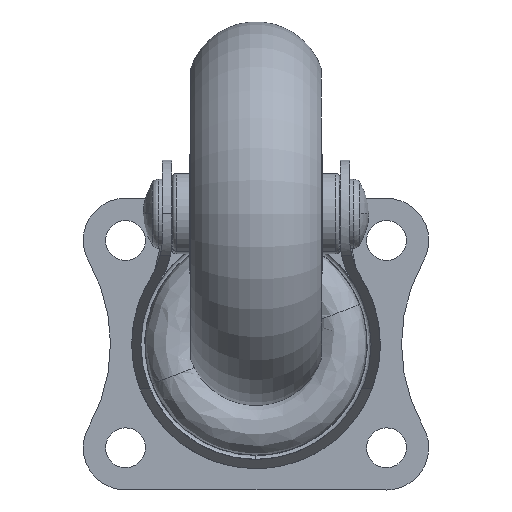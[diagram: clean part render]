
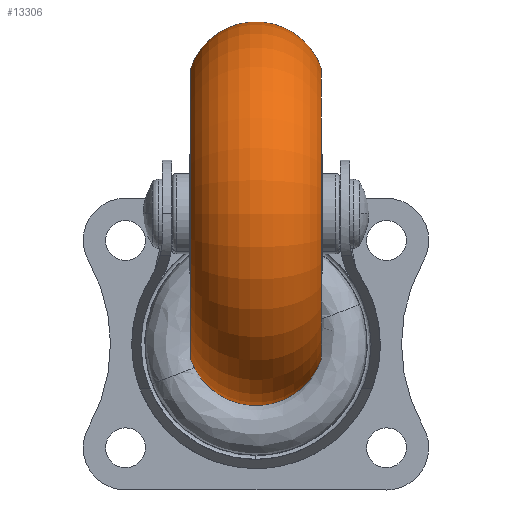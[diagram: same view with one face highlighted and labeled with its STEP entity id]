
A CAD part, front view. The second image highlights one B-rep face of the part: STEP entity #13306.
In plain terms, the highlighted toroidal (fillet/blend) face has major radius 16 mm and minor radius 9 mm.
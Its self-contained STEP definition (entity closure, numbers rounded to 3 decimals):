
#182 = VERTEX_POINT ( 'NONE', #9551 ) ;
#452 = CARTESIAN_POINT ( 'NONE',  ( 0., 0., -16. ) ) ;
#943 = CARTESIAN_POINT ( 'NONE',  ( 8.5, 0., -18.958 ) ) ;
#1548 = DIRECTION ( 'NONE',  ( 0., 0., 1. ) ) ;
#1607 = CARTESIAN_POINT ( 'NONE',  ( -8.5, 0., -18.958 ) ) ;
#1739 = CARTESIAN_POINT ( 'NONE',  ( 0., 0., 16. ) ) ;
#2564 = ORIENTED_EDGE ( 'NONE', *, *, #11444, .T. ) ;
#2700 = CIRCLE ( 'NONE', #12727, 9. ) ;
#2843 = DIRECTION ( 'NONE',  ( 0., 0., -1. ) ) ;
#3040 = CIRCLE ( 'NONE', #5255, 9. ) ;
#4435 = DIRECTION ( 'NONE',  ( -1., 0., 0. ) ) ;
#4488 = DIRECTION ( 'NONE',  ( -1., 0., 0. ) ) ;
#4554 = CARTESIAN_POINT ( 'NONE',  ( 8.5, 0., 18.958 ) ) ;
#4703 = CIRCLE ( 'NONE', #9940, 18.958 ) ;
#4796 = AXIS2_PLACEMENT_3D ( 'NONE', #11165, #4488, #12271 ) ;
#4936 = ORIENTED_EDGE ( 'NONE', *, *, #8809, .F. ) ;
#4965 = VERTEX_POINT ( 'NONE', #943 ) ;
#5255 = AXIS2_PLACEMENT_3D ( 'NONE', #452, #8158, #1548 ) ;
#5388 = TOROIDAL_SURFACE ( 'NONE', #6219, 16., 9. ) ;
#5538 = DIRECTION ( 'NONE',  ( 0., 0., 1. ) ) ;
#6187 = VERTEX_POINT ( 'NONE', #4554 ) ;
#6219 = AXIS2_PLACEMENT_3D ( 'NONE', #11118, #4435, #5538 ) ;
#6222 = DIRECTION ( 'NONE',  ( -1., 0., 0. ) ) ;
#7199 = ORIENTED_EDGE ( 'NONE', *, *, #9095, .T. ) ;
#8158 = DIRECTION ( 'NONE',  ( 0., 1., 0. ) ) ;
#8809 = EDGE_CURVE ( 'NONE', #12960, #182, #10336, .T. ) ;
#8984 = EDGE_CURVE ( 'NONE', #4965, #12960, #3040, .T. ) ;
#9054 = ORIENTED_EDGE ( 'NONE', *, *, #8984, .F. ) ;
#9095 = EDGE_CURVE ( 'NONE', #6187, #182, #2700, .T. ) ;
#9461 = DIRECTION ( 'NONE',  ( 0., -1., 0. ) ) ;
#9551 = CARTESIAN_POINT ( 'NONE',  ( -8.5, 0., 18.958 ) ) ;
#9940 = AXIS2_PLACEMENT_3D ( 'NONE', #12906, #6222, #14022 ) ;
#10336 = CIRCLE ( 'NONE', #4796, 18.958 ) ;
#10729 = EDGE_LOOP ( 'NONE', ( #9054, #2564, #7199, #4936 ) ) ;
#11118 = CARTESIAN_POINT ( 'NONE',  ( 0., 0., 0. ) ) ;
#11165 = CARTESIAN_POINT ( 'NONE',  ( -8.5, 0., 0. ) ) ;
#11444 = EDGE_CURVE ( 'NONE', #4965, #6187, #4703, .T. ) ;
#12271 = DIRECTION ( 'NONE',  ( 0., 0., 1. ) ) ;
#12727 = AXIS2_PLACEMENT_3D ( 'NONE', #1739, #9461, #2843 ) ;
#12906 = CARTESIAN_POINT ( 'NONE',  ( 8.5, 0., 0. ) ) ;
#12960 = VERTEX_POINT ( 'NONE', #1607 ) ;
#13306 = ADVANCED_FACE ( 'NONE', ( #14287 ), #5388, .T. ) ;
#14022 = DIRECTION ( 'NONE',  ( 0., 0., 1. ) ) ;
#14287 = FACE_OUTER_BOUND ( 'NONE', #10729, .T. ) ;
